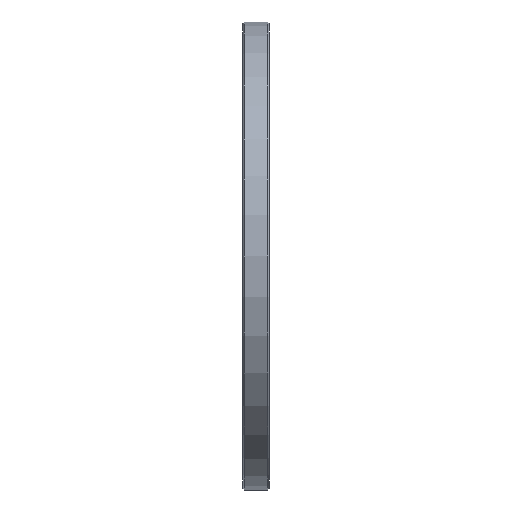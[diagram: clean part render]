
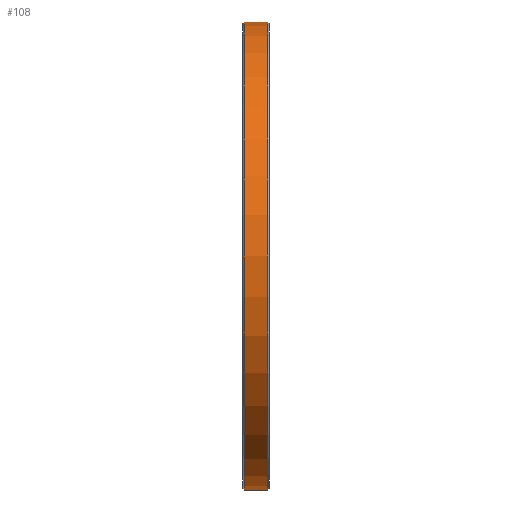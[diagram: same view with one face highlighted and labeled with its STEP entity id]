
A CAD part, front view. The second image highlights one B-rep face of the part: STEP entity #108.
In plain terms, the highlighted cylindrical face has radius 142.5 mm (diameter 285 mm), a partial arc.
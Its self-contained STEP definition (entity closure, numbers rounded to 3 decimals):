
#31 = EDGE_CURVE ( 'NONE', #429, #911, #266, .T. ) ;
#41 = EDGE_CURVE ( 'NONE', #870, #1056, #256, .T. ) ;
#51 = DIRECTION ( 'NONE',  ( -1., 0., 0. ) ) ;
#108 = ADVANCED_FACE ( 'NONE', ( #161 ), #124, .T. ) ;
#124 = CYLINDRICAL_SURFACE ( 'NONE', #746, 142.5 ) ;
#160 = CARTESIAN_POINT ( 'NONE',  ( 149.376, 26.835, 142.5 ) ) ;
#161 = FACE_OUTER_BOUND ( 'NONE', #250, .T. ) ;
#250 = EDGE_LOOP ( 'NONE', ( #847, #859, #863, #864 ) ) ;
#256 = CIRCLE ( 'NONE', #485, 142.5 ) ;
#266 = CIRCLE ( 'NONE', #397, 142.5 ) ;
#291 = CARTESIAN_POINT ( 'NONE',  ( 149.376, 26.835, -142.5 ) ) ;
#338 = CARTESIAN_POINT ( 'NONE',  ( 134.876, 26.835, -142.5 ) ) ;
#397 = AXIS2_PLACEMENT_3D ( 'NONE', #1396, #1391, #1388 ) ;
#429 = VERTEX_POINT ( 'NONE', #291 ) ;
#485 = AXIS2_PLACEMENT_3D ( 'NONE', #1375, #1373, #1368 ) ;
#582 = CARTESIAN_POINT ( 'NONE',  ( 134.876, 26.835, 142.5 ) ) ;
#593 = CARTESIAN_POINT ( 'NONE',  ( 131.126, 26.835, 142.5 ) ) ;
#746 = AXIS2_PLACEMENT_3D ( 'NONE', #1185, #1131, #1086 ) ;
#770 = LINE ( 'NONE', #1009, #1111 ) ;
#847 = ORIENTED_EDGE ( 'NONE', *, *, #1049, .F. ) ;
#859 = ORIENTED_EDGE ( 'NONE', *, *, #31, .T. ) ;
#863 = ORIENTED_EDGE ( 'NONE', *, *, #1068, .T. ) ;
#864 = ORIENTED_EDGE ( 'NONE', *, *, #41, .T. ) ;
#870 = VERTEX_POINT ( 'NONE', #582 ) ;
#911 = VERTEX_POINT ( 'NONE', #160 ) ;
#1009 = CARTESIAN_POINT ( 'NONE',  ( 131.126, 26.835, -142.5 ) ) ;
#1049 = EDGE_CURVE ( 'NONE', #429, #1056, #770, .T. ) ;
#1056 = VERTEX_POINT ( 'NONE', #338 ) ;
#1068 = EDGE_CURVE ( 'NONE', #911, #870, #1387, .T. ) ;
#1086 = DIRECTION ( 'NONE',  ( 0., 0., 1. ) ) ;
#1105 = DIRECTION ( 'NONE',  ( -1., 0., 0. ) ) ;
#1111 = VECTOR ( 'NONE', #1105, 1000. ) ;
#1131 = DIRECTION ( 'NONE',  ( -1., 0., 0. ) ) ;
#1185 = CARTESIAN_POINT ( 'NONE',  ( 131.126, 26.835, 0. ) ) ;
#1368 = DIRECTION ( 'NONE',  ( 0., 0., -1. ) ) ;
#1373 = DIRECTION ( 'NONE',  ( 1., 0., 0. ) ) ;
#1375 = CARTESIAN_POINT ( 'NONE',  ( 134.876, 26.835, 0. ) ) ;
#1387 = LINE ( 'NONE', #593, #1392 ) ;
#1388 = DIRECTION ( 'NONE',  ( 0., 0., 1. ) ) ;
#1391 = DIRECTION ( 'NONE',  ( -1., 0., 0. ) ) ;
#1392 = VECTOR ( 'NONE', #51, 1000. ) ;
#1396 = CARTESIAN_POINT ( 'NONE',  ( 149.376, 26.835, 0. ) ) ;
